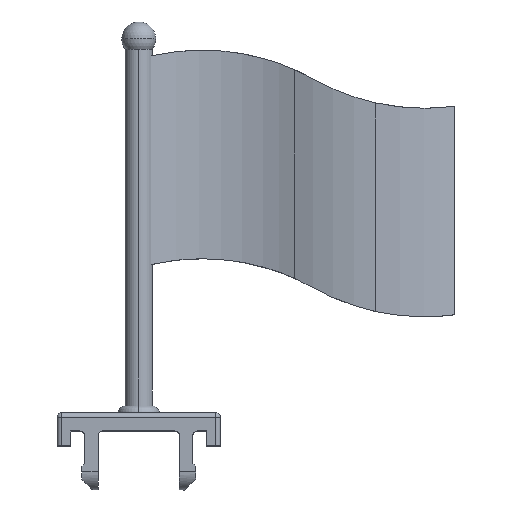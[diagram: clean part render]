
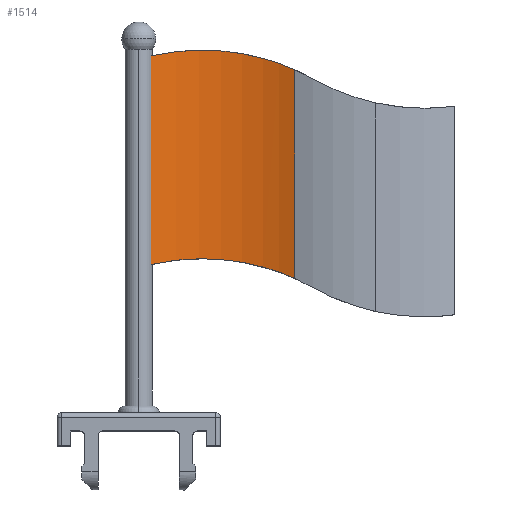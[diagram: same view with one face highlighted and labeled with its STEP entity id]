
A CAD part, top view. The second image highlights one B-rep face of the part: STEP entity #1514.
In plain terms, the highlighted cylindrical face has radius 21.375 mm (diameter 42.75 mm), a partial arc.
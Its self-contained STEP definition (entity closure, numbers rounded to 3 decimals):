
#4 = VERTEX_POINT ( 'NONE', #2074 ) ;
#7 = VERTEX_POINT ( 'NONE', #2072 ) ;
#13 = VERTEX_POINT ( 'NONE', #2065 ) ;
#81 = VERTEX_POINT ( 'NONE', #1997 ) ;
#218 = EDGE_CURVE ( 'NONE', #13, #4, #261, .T. ) ;
#219 = EDGE_CURVE ( 'NONE', #7, #81, #265, .T. ) ;
#261 = B_SPLINE_CURVE_WITH_KNOTS ( 'NONE', 3,
 ( #1873, #1872, #1853, #1852, #1851, #1850, #1849, #1848, #1847, #1846, #1845, #1844, #1843, #1842, #1841, #1840, #1839, #1838 ),
 .UNSPECIFIED., .F., .F.,
 ( 4, 2, 2, 2, 2, 2, 2, 2, 4 ),
 ( 0.001, 0.006, 0.008, 0.01, 0.011, 0.012, 0.014, 0.016, 0.018 ),
 .UNSPECIFIED. ) ;
#265 = B_SPLINE_CURVE_WITH_KNOTS ( 'NONE', 3,
 ( #1855, #1854, #1836, #1835, #1834, #1833, #1832, #1831, #1830, #1829, #1828, #1827, #1826, #1825, #1824, #1823 ),
 .UNSPECIFIED., .F., .F.,
 ( 4, 2, 2, 2, 2, 2, 2, 4 ),
 ( 0.063, 0.065, 0.067, 0.071, 0.073, 0.075, 0.077, 0.079 ),
 .UNSPECIFIED. ) ;
#369 = EDGE_LOOP ( 'NONE', ( #1390, #1957, #1965, #1964 ) ) ;
#602 = FACE_OUTER_BOUND ( 'NONE', #369, .T. ) ;
#604 = CYLINDRICAL_SURFACE ( 'NONE', #800, 21.375 ) ;
#651 = LINE ( 'NONE', #956, #654 ) ;
#654 = VECTOR ( 'NONE', #959, 1000. ) ;
#665 = LINE ( 'NONE', #1003, #670 ) ;
#670 = VECTOR ( 'NONE', #1023, 1000. ) ;
#800 = AXIS2_PLACEMENT_3D ( 'NONE', #869, #864, #866 ) ;
#864 = DIRECTION ( 'NONE',  ( 0., 1., 0. ) ) ;
#866 = DIRECTION ( 'NONE',  ( 0., 0., 1. ) ) ;
#869 = CARTESIAN_POINT ( 'NONE',  ( 8.716, 10., 20.77 ) ) ;
#956 = CARTESIAN_POINT ( 'NONE',  ( 17.183, 10., 1.144 ) ) ;
#959 = DIRECTION ( 'NONE',  ( 0., 1., 0. ) ) ;
#1003 = CARTESIAN_POINT ( 'NONE',  ( 1.318, 26.872, 0.716 ) ) ;
#1023 = DIRECTION ( 'NONE',  ( 0., -1., 0. ) ) ;
#1390 = ORIENTED_EDGE ( 'NONE', *, *, #218, .F. ) ;
#1514 = ADVANCED_FACE ( 'NONE', ( #602 ), #604, .F. ) ;
#1546 = EDGE_CURVE ( 'NONE', #81, #4, #651, .T. ) ;
#1561 = EDGE_CURVE ( 'NONE', #13, #7, #665, .T. ) ;
#1823 = CARTESIAN_POINT ( 'NONE',  ( 17.183, 14.832, 1.144 ) ) ;
#1824 = CARTESIAN_POINT ( 'NONE',  ( 16.596, 15.094, 0.89 ) ) ;
#1825 = CARTESIAN_POINT ( 'NONE',  ( 15.986, 15.339, 0.659 ) ) ;
#1826 = CARTESIAN_POINT ( 'NONE',  ( 14.732, 15.784, 0.249 ) ) ;
#1827 = CARTESIAN_POINT ( 'NONE',  ( 14.094, 15.982, 0.072 ) ) ;
#1828 = CARTESIAN_POINT ( 'NONE',  ( 12.792, 16.329, -0.223 ) ) ;
#1829 = CARTESIAN_POINT ( 'NONE',  ( 12.129, 16.478, -0.342 ) ) ;
#1830 = CARTESIAN_POINT ( 'NONE',  ( 10.776, 16.723, -0.516 ) ) ;
#1831 = CARTESIAN_POINT ( 'NONE',  ( 10.083, 16.819, -0.572 ) ) ;
#1832 = CARTESIAN_POINT ( 'NONE',  ( 8.018, 17.018, -0.638 ) ) ;
#1833 = CARTESIAN_POINT ( 'NONE',  ( 6.647, 17.035, -0.55 ) ) ;
#1834 = CARTESIAN_POINT ( 'NONE',  ( 4.6, 16.894, -0.217 ) ) ;
#1835 = CARTESIAN_POINT ( 'NONE',  ( 3.918, 16.818, -0.071 ) ) ;
#1836 = CARTESIAN_POINT ( 'NONE',  ( 2.595, 16.618, 0.279 ) ) ;
#1838 = CARTESIAN_POINT ( 'NONE',  ( 17.183, 37.832, 1.144 ) ) ;
#1839 = CARTESIAN_POINT ( 'NONE',  ( 16.593, 38.095, 0.889 ) ) ;
#1840 = CARTESIAN_POINT ( 'NONE',  ( 15.98, 38.341, 0.657 ) ) ;
#1841 = CARTESIAN_POINT ( 'NONE',  ( 14.733, 38.783, 0.249 ) ) ;
#1842 = CARTESIAN_POINT ( 'NONE',  ( 14.096, 38.981, 0.072 ) ) ;
#1843 = CARTESIAN_POINT ( 'NONE',  ( 12.794, 39.329, -0.223 ) ) ;
#1844 = CARTESIAN_POINT ( 'NONE',  ( 12.13, 39.478, -0.342 ) ) ;
#1845 = CARTESIAN_POINT ( 'NONE',  ( 11.111, 39.662, -0.473 ) ) ;
#1846 = CARTESIAN_POINT ( 'NONE',  ( 10.767, 39.717, -0.509 ) ) ;
#1847 = CARTESIAN_POINT ( 'NONE',  ( 10.082, 39.812, -0.564 ) ) ;
#1848 = CARTESIAN_POINT ( 'NONE',  ( 9.739, 39.852, -0.583 ) ) ;
#1849 = CARTESIAN_POINT ( 'NONE',  ( 8.711, 39.951, -0.616 ) ) ;
#1850 = CARTESIAN_POINT ( 'NONE',  ( 8.024, 39.988, -0.605 ) ) ;
#1851 = CARTESIAN_POINT ( 'NONE',  ( 6.65, 40.007, -0.516 ) ) ;
#1852 = CARTESIAN_POINT ( 'NONE',  ( 5.961, 39.988, -0.438 ) ) ;
#1853 = CARTESIAN_POINT ( 'NONE',  ( 3.901, 39.845, -0.102 ) ) ;
#1854 = CARTESIAN_POINT ( 'NONE',  ( 1.949, 16.493, 0.483 ) ) ;
#1855 = CARTESIAN_POINT ( 'NONE',  ( 1.318, 16.346, 0.716 ) ) ;
#1872 = CARTESIAN_POINT ( 'NONE',  ( 2.584, 39.641, 0.249 ) ) ;
#1873 = CARTESIAN_POINT ( 'NONE',  ( 1.318, 39.346, 0.716 ) ) ;
#1957 = ORIENTED_EDGE ( 'NONE', *, *, #1561, .T. ) ;
#1964 = ORIENTED_EDGE ( 'NONE', *, *, #1546, .T. ) ;
#1965 = ORIENTED_EDGE ( 'NONE', *, *, #219, .T. ) ;
#1997 = CARTESIAN_POINT ( 'NONE',  ( 17.183, 14.832, 1.144 ) ) ;
#2065 = CARTESIAN_POINT ( 'NONE',  ( 1.318, 39.346, 0.716 ) ) ;
#2072 = CARTESIAN_POINT ( 'NONE',  ( 1.318, 16.346, 0.716 ) ) ;
#2074 = CARTESIAN_POINT ( 'NONE',  ( 17.183, 37.832, 1.144 ) ) ;
